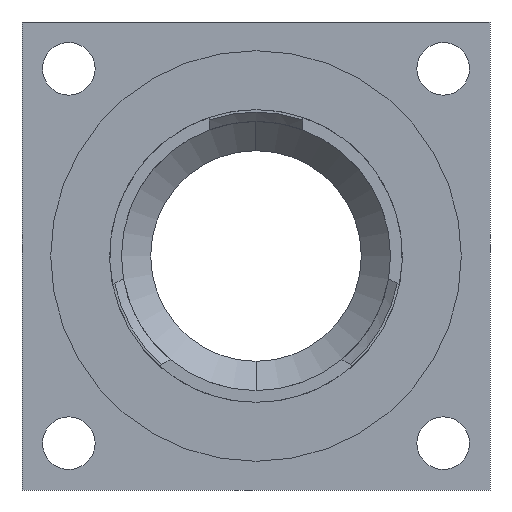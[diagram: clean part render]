
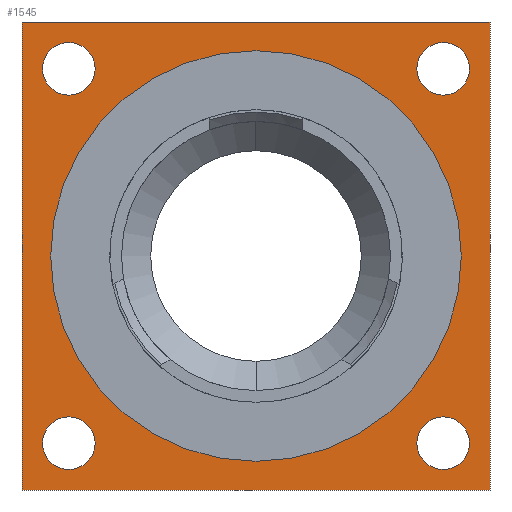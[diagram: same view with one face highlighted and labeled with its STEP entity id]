
A CAD part, front view. The second image highlights one B-rep face of the part: STEP entity #1545.
In plain terms, the highlighted planar face has unit normal (0, -1, 0).
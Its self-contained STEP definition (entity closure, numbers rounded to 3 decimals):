
#5 = DIRECTION ( 'NONE',  ( 0., 0., 1. ) ) ;
#6 = DIRECTION ( 'NONE',  ( 0., 1., 0. ) ) ;
#7 = CARTESIAN_POINT ( 'NONE',  ( 16., 0., 16. ) ) ;
#8 = CARTESIAN_POINT ( 'NONE',  ( 20., 0., -20. ) ) ;
#17 = DIRECTION ( 'NONE',  ( 0., 0., 1. ) ) ;
#18 = DIRECTION ( 'NONE',  ( 0., 1., 0. ) ) ;
#19 = CARTESIAN_POINT ( 'NONE',  ( -16., 0., 16. ) ) ;
#26 = CARTESIAN_POINT ( 'NONE',  ( 0., 0., -17.55 ) ) ;
#47 = EDGE_CURVE ( 'NONE', #57, #53, #1649, .T. ) ;
#53 = VERTEX_POINT ( 'NONE', #1097 ) ;
#57 = VERTEX_POINT ( 'NONE', #1057 ) ;
#59 = CARTESIAN_POINT ( 'NONE',  ( -20., 0., -20. ) ) ;
#85 = DIRECTION ( 'NONE',  ( 0., 0., 1. ) ) ;
#116 = VERTEX_POINT ( 'NONE', #716 ) ;
#132 = VERTEX_POINT ( 'NONE', #565 ) ;
#134 = ORIENTED_EDGE ( 'NONE', *, *, #1093, .T. ) ;
#136 = VERTEX_POINT ( 'NONE', #623 ) ;
#164 = ORIENTED_EDGE ( 'NONE', *, *, #1632, .F. ) ;
#167 = CARTESIAN_POINT ( 'NONE',  ( -20., 0., 20. ) ) ;
#171 = DIRECTION ( 'NONE',  ( 0., 0., 1. ) ) ;
#172 = CARTESIAN_POINT ( 'NONE',  ( 0., 0., 0. ) ) ;
#173 = PLANE ( 'NONE',  #343 ) ;
#183 = DIRECTION ( 'NONE',  ( 0., 1., 0. ) ) ;
#224 = DIRECTION ( 'NONE',  ( 0., 0., 1. ) ) ;
#240 = DIRECTION ( 'NONE',  ( 0., 0., 1. ) ) ;
#246 = DIRECTION ( 'NONE',  ( 0., 1., 0. ) ) ;
#247 = CARTESIAN_POINT ( 'NONE',  ( 0., 0., 0. ) ) ;
#248 = DIRECTION ( 'NONE',  ( 0., 1., 0. ) ) ;
#263 = CARTESIAN_POINT ( 'NONE',  ( 16., 0., -16. ) ) ;
#268 = CARTESIAN_POINT ( 'NONE',  ( -16., 0., -18.25 ) ) ;
#272 = VERTEX_POINT ( 'NONE', #391 ) ;
#274 = AXIS2_PLACEMENT_3D ( 'NONE', #1173, #1269, #1249 ) ;
#276 = AXIS2_PLACEMENT_3D ( 'NONE', #532, #1216, #1537 ) ;
#279 = AXIS2_PLACEMENT_3D ( 'NONE', #7, #6, #5 ) ;
#285 = AXIS2_PLACEMENT_3D ( 'NONE', #19, #18, #17 ) ;
#286 = VERTEX_POINT ( 'NONE', #425 ) ;
#300 = VECTOR ( 'NONE', #1328, 1000. ) ;
#310 = VECTOR ( 'NONE', #1193, 1000. ) ;
#314 = VECTOR ( 'NONE', #1390, 1000. ) ;
#317 = LINE ( 'NONE', #1211, #300 ) ;
#319 = VECTOR ( 'NONE', #85, 1000. ) ;
#321 = LINE ( 'NONE', #1326, #314 ) ;
#328 = CARTESIAN_POINT ( 'NONE',  ( -16., 0., -13.75 ) ) ;
#340 = LINE ( 'NONE', #8, #310 ) ;
#342 = CIRCLE ( 'NONE', #274, 2.25 ) ;
#343 = AXIS2_PLACEMENT_3D ( 'NONE', #172, #183, #171 ) ;
#347 = VERTEX_POINT ( 'NONE', #268 ) ;
#350 = LINE ( 'NONE', #960, #319 ) ;
#352 = CIRCLE ( 'NONE', #279, 2.25 ) ;
#356 = CIRCLE ( 'NONE', #285, 2.25 ) ;
#361 = CIRCLE ( 'NONE', #276, 2.25 ) ;
#391 = CARTESIAN_POINT ( 'NONE',  ( 16., 0., -18.25 ) ) ;
#406 = AXIS2_PLACEMENT_3D ( 'NONE', #247, #246, #240 ) ;
#409 = VERTEX_POINT ( 'NONE', #328 ) ;
#421 = EDGE_CURVE ( 'NONE', #272, #136, #1126, .T. ) ;
#425 = CARTESIAN_POINT ( 'NONE',  ( 16., 0., 13.75 ) ) ;
#440 = ORIENTED_EDGE ( 'NONE', *, *, #1629, .T. ) ;
#441 = FACE_BOUND ( 'NONE', #1574, .T. ) ;
#444 = FACE_OUTER_BOUND ( 'NONE', #850, .T. ) ;
#447 = FACE_BOUND ( 'NONE', #1517, .T. ) ;
#449 = FACE_BOUND ( 'NONE', #1434, .T. ) ;
#452 = FACE_BOUND ( 'NONE', #1324, .T. ) ;
#484 = FACE_BOUND ( 'NONE', #1441, .T. ) ;
#510 = CIRCLE ( 'NONE', #406, 17.55 ) ;
#532 = CARTESIAN_POINT ( 'NONE',  ( 16., 0., -16. ) ) ;
#565 = CARTESIAN_POINT ( 'NONE',  ( 20., 0., -20. ) ) ;
#569 = AXIS2_PLACEMENT_3D ( 'NONE', #782, #781, #778 ) ;
#608 = CARTESIAN_POINT ( 'NONE',  ( 0., 0., 17.55 ) ) ;
#623 = CARTESIAN_POINT ( 'NONE',  ( 16., 0., -13.75 ) ) ;
#645 = ORIENTED_EDGE ( 'NONE', *, *, #1645, .F. ) ;
#673 = ORIENTED_EDGE ( 'NONE', *, *, #421, .T. ) ;
#696 = CIRCLE ( 'NONE', #569, 17.55 ) ;
#716 = CARTESIAN_POINT ( 'NONE',  ( 16., 0., 18.25 ) ) ;
#758 = AXIS2_PLACEMENT_3D ( 'NONE', #1469, #1465, #1464 ) ;
#778 = DIRECTION ( 'NONE',  ( 0., 0., 1. ) ) ;
#781 = DIRECTION ( 'NONE',  ( 0., 1., 0. ) ) ;
#782 = CARTESIAN_POINT ( 'NONE',  ( 0., 0., 0. ) ) ;
#799 = AXIS2_PLACEMENT_3D ( 'NONE', #1485, #1482, #1481 ) ;
#850 = EDGE_LOOP ( 'NONE', ( #164, #1034, #1631, #645 ) ) ;
#929 = AXIS2_PLACEMENT_3D ( 'NONE', #263, #248, #224 ) ;
#953 = ORIENTED_EDGE ( 'NONE', *, *, #1508, .T. ) ;
#960 = CARTESIAN_POINT ( 'NONE',  ( -20., 0., -20. ) ) ;
#961 = DIRECTION ( 'NONE',  ( 0., 0., 1. ) ) ;
#1010 = CIRCLE ( 'NONE', #799, 2.25 ) ;
#1018 = CIRCLE ( 'NONE', #758, 2.25 ) ;
#1034 = ORIENTED_EDGE ( 'NONE', *, *, #1639, .F. ) ;
#1035 = AXIS2_PLACEMENT_3D ( 'NONE', #1046, #1043, #961 ) ;
#1043 = DIRECTION ( 'NONE',  ( 0., 1., 0. ) ) ;
#1046 = CARTESIAN_POINT ( 'NONE',  ( -16., 0., 16. ) ) ;
#1057 = CARTESIAN_POINT ( 'NONE',  ( -16., 0., 13.75 ) ) ;
#1093 = EDGE_CURVE ( 'NONE', #286, #116, #1010, .T. ) ;
#1097 = CARTESIAN_POINT ( 'NONE',  ( -16., 0., 18.25 ) ) ;
#1103 = EDGE_CURVE ( 'NONE', #347, #409, #1018, .T. ) ;
#1126 = CIRCLE ( 'NONE', #929, 2.25 ) ;
#1173 = CARTESIAN_POINT ( 'NONE',  ( -16., 0., -16. ) ) ;
#1193 = DIRECTION ( 'NONE',  ( 0., 0., -1. ) ) ;
#1194 = CARTESIAN_POINT ( 'NONE',  ( 20., 0., 20. ) ) ;
#1206 = VERTEX_POINT ( 'NONE', #1194 ) ;
#1211 = CARTESIAN_POINT ( 'NONE',  ( -20., 0., 20. ) ) ;
#1216 = DIRECTION ( 'NONE',  ( 0., 1., 0. ) ) ;
#1249 = DIRECTION ( 'NONE',  ( 0., 0., 1. ) ) ;
#1269 = DIRECTION ( 'NONE',  ( 0., 1., 0. ) ) ;
#1275 = ORIENTED_EDGE ( 'NONE', *, *, #1614, .T. ) ;
#1324 = EDGE_LOOP ( 'NONE', ( #440, #1544 ) ) ;
#1326 = CARTESIAN_POINT ( 'NONE',  ( -20., 0., -20. ) ) ;
#1328 = DIRECTION ( 'NONE',  ( 1., 0., 0. ) ) ;
#1354 = EDGE_CURVE ( 'NONE', #1406, #1667, #696, .T. ) ;
#1376 = ORIENTED_EDGE ( 'NONE', *, *, #47, .T. ) ;
#1390 = DIRECTION ( 'NONE',  ( -1., 0., 0. ) ) ;
#1406 = VERTEX_POINT ( 'NONE', #608 ) ;
#1409 = ORIENTED_EDGE ( 'NONE', *, *, #1615, .T. ) ;
#1434 = EDGE_LOOP ( 'NONE', ( #1562, #673 ) ) ;
#1441 = EDGE_LOOP ( 'NONE', ( #1275, #1376 ) ) ;
#1464 = DIRECTION ( 'NONE',  ( 0., 0., 1. ) ) ;
#1465 = DIRECTION ( 'NONE',  ( 0., 1., 0. ) ) ;
#1469 = CARTESIAN_POINT ( 'NONE',  ( -16., 0., -16. ) ) ;
#1481 = DIRECTION ( 'NONE',  ( 0., 0., 1. ) ) ;
#1482 = DIRECTION ( 'NONE',  ( 0., 1., 0. ) ) ;
#1485 = CARTESIAN_POINT ( 'NONE',  ( 16., 0., 16. ) ) ;
#1508 = EDGE_CURVE ( 'NONE', #1667, #1406, #510, .T. ) ;
#1517 = EDGE_LOOP ( 'NONE', ( #1409, #134 ) ) ;
#1521 = ORIENTED_EDGE ( 'NONE', *, *, #1354, .T. ) ;
#1537 = DIRECTION ( 'NONE',  ( 0., 0., 1. ) ) ;
#1544 = ORIENTED_EDGE ( 'NONE', *, *, #1103, .T. ) ;
#1545 = ADVANCED_FACE ( 'NONE', ( #484, #447, #449, #452, #444, #441 ), #173, .F. ) ;
#1549 = VERTEX_POINT ( 'NONE', #167 ) ;
#1562 = ORIENTED_EDGE ( 'NONE', *, *, #1622, .T. ) ;
#1574 = EDGE_LOOP ( 'NONE', ( #1521, #953 ) ) ;
#1597 = VERTEX_POINT ( 'NONE', #59 ) ;
#1614 = EDGE_CURVE ( 'NONE', #53, #57, #356, .T. ) ;
#1615 = EDGE_CURVE ( 'NONE', #116, #286, #352, .T. ) ;
#1622 = EDGE_CURVE ( 'NONE', #136, #272, #361, .T. ) ;
#1629 = EDGE_CURVE ( 'NONE', #409, #347, #342, .T. ) ;
#1631 = ORIENTED_EDGE ( 'NONE', *, *, #1640, .F. ) ;
#1632 = EDGE_CURVE ( 'NONE', #1597, #1549, #350, .T. ) ;
#1639 = EDGE_CURVE ( 'NONE', #132, #1597, #321, .T. ) ;
#1640 = EDGE_CURVE ( 'NONE', #1206, #132, #340, .T. ) ;
#1645 = EDGE_CURVE ( 'NONE', #1549, #1206, #317, .T. ) ;
#1649 = CIRCLE ( 'NONE', #1035, 2.25 ) ;
#1667 = VERTEX_POINT ( 'NONE', #26 ) ;
